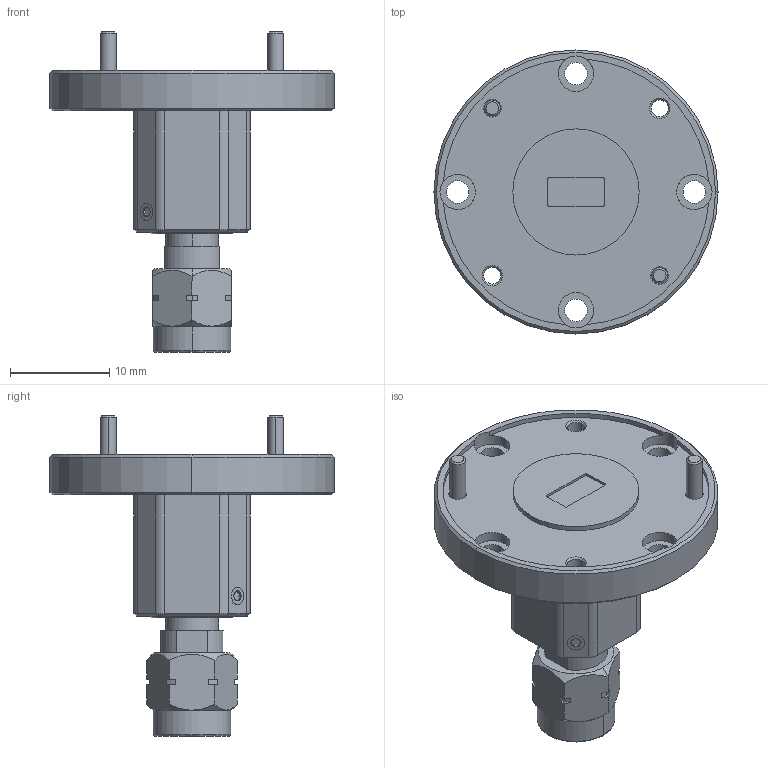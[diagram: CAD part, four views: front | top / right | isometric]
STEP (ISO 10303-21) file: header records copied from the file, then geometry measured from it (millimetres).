
FILE_DESCRIPTION (( 'STEP AP203' ), '1' );
FILE_NAME ('SWC-222M-E1.STEP', '2024-02-03T00:27:38', ( '' ), ( '' ), 'SwSTEP 2.0', 'SolidWorks 2021', '' );
FILE_SCHEMA (( 'CONFIG_CONTROL_DESIGN' ));
Length unit declared in the file: inch
Products named in the file (1): SWC-222M-E1
Bounding box: 28.57 x 28.57 x 32.2 mm (x, y, z)
Volume: 4328.3 mm3; surface area: 2762.7 mm2
Topology: 4 solids, 4 shells, 191 faces, 453 edges, 276 vertices
Faces by surface type: plane 72, cylinder 66, cone 51, bspline 2
Entity records: 5712 total; most frequent: CARTESIAN_POINT 1110, DIRECTION 1007, ORIENTED_EDGE 898, EDGE_CURVE 449, AXIS2_PLACEMENT_3D 387, VERTEX_POINT 276, LINE 233, VECTOR 233
